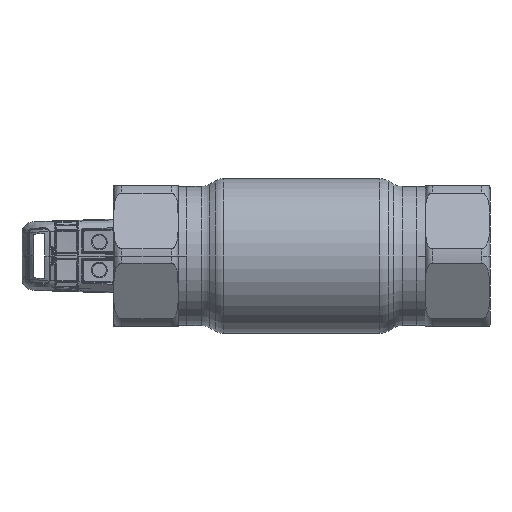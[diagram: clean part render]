
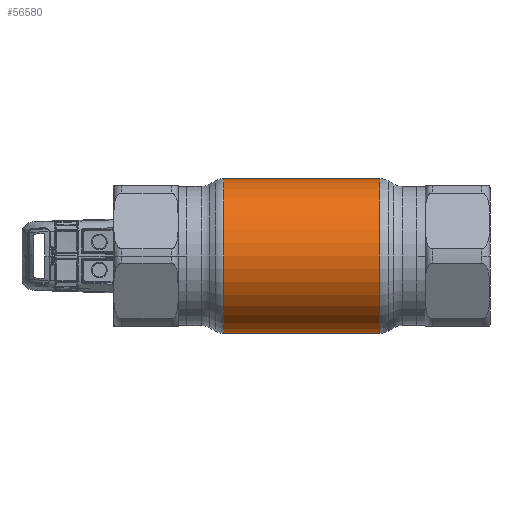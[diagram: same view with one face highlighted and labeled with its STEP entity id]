
A CAD part, front view. The second image highlights one B-rep face of the part: STEP entity #56580.
In plain terms, the highlighted cylindrical face has radius 27.5 mm (diameter 55 mm), a partial arc.
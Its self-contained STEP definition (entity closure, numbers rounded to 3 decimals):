
#161 = LINE ( 'NONE', #16808, #12538 ) ;
#2421 = DIRECTION ( 'NONE',  ( -1., 0., 0. ) ) ;
#2769 = CARTESIAN_POINT ( 'NONE',  ( 27.785, 0., 27.5 ) ) ;
#6416 = CARTESIAN_POINT ( 'NONE',  ( -62.69, 0., 0. ) ) ;
#6527 = EDGE_CURVE ( 'NONE', #29567, #21741, #33620, .T. ) ;
#6760 = VECTOR ( 'NONE', #2421, 1000. ) ;
#7887 = CARTESIAN_POINT ( 'NONE',  ( -27.785, 0., 27.5 ) ) ;
#9513 = ORIENTED_EDGE ( 'NONE', *, *, #47469, .T. ) ;
#9878 = VERTEX_POINT ( 'NONE', #2769 ) ;
#10171 = AXIS2_PLACEMENT_3D ( 'NONE', #6416, #43850, #15327 ) ;
#10974 = CARTESIAN_POINT ( 'NONE',  ( 27.785, 0., -27.5 ) ) ;
#12538 = VECTOR ( 'NONE', #16402, 1000. ) ;
#15327 = DIRECTION ( 'NONE',  ( 0., 0., 1. ) ) ;
#16402 = DIRECTION ( 'NONE',  ( -1., 0., 0. ) ) ;
#16808 = CARTESIAN_POINT ( 'NONE',  ( -62.69, 0., 27.5 ) ) ;
#19101 = LINE ( 'NONE', #20745, #6760 ) ;
#19361 = ORIENTED_EDGE ( 'NONE', *, *, #6527, .F. ) ;
#20445 = EDGE_CURVE ( 'NONE', #51605, #29567, #19101, .T. ) ;
#20647 = CIRCLE ( 'NONE', #39428, 27.5 ) ;
#20745 = CARTESIAN_POINT ( 'NONE',  ( -62.69, 0., -27.5 ) ) ;
#21741 = VERTEX_POINT ( 'NONE', #7887 ) ;
#29567 = VERTEX_POINT ( 'NONE', #52167 ) ;
#30198 = EDGE_LOOP ( 'NONE', ( #59092, #39582, #9513, #19361 ) ) ;
#33124 = FACE_OUTER_BOUND ( 'NONE', #30198, .T. ) ;
#33620 = CIRCLE ( 'NONE', #50083, 27.5 ) ;
#34619 = CYLINDRICAL_SURFACE ( 'NONE', #10171, 27.5 ) ;
#35031 = DIRECTION ( 'NONE',  ( -1., 0., 0. ) ) ;
#37393 = CARTESIAN_POINT ( 'NONE',  ( 27.785, 0., 0. ) ) ;
#39428 = AXIS2_PLACEMENT_3D ( 'NONE', #37393, #51173, #55907 ) ;
#39582 = ORIENTED_EDGE ( 'NONE', *, *, #49617, .T. ) ;
#43850 = DIRECTION ( 'NONE',  ( -1., 0., 0. ) ) ;
#44589 = DIRECTION ( 'NONE',  ( 0., 0., 1. ) ) ;
#47469 = EDGE_CURVE ( 'NONE', #9878, #21741, #161, .T. ) ;
#49617 = EDGE_CURVE ( 'NONE', #51605, #9878, #20647, .T. ) ;
#50083 = AXIS2_PLACEMENT_3D ( 'NONE', #58244, #35031, #44589 ) ;
#51173 = DIRECTION ( 'NONE',  ( -1., 0., 0. ) ) ;
#51605 = VERTEX_POINT ( 'NONE', #10974 ) ;
#52167 = CARTESIAN_POINT ( 'NONE',  ( -27.785, 0., -27.5 ) ) ;
#55907 = DIRECTION ( 'NONE',  ( 0., 0., 1. ) ) ;
#56580 = ADVANCED_FACE ( 'NONE', ( #33124 ), #34619, .T. ) ;
#58244 = CARTESIAN_POINT ( 'NONE',  ( -27.785, 0., 0. ) ) ;
#59092 = ORIENTED_EDGE ( 'NONE', *, *, #20445, .F. ) ;
